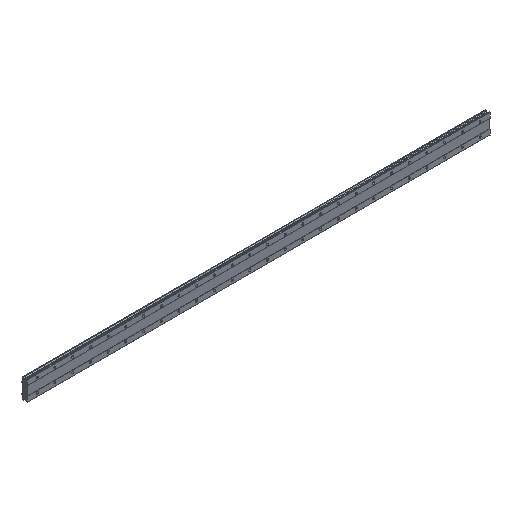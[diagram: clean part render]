
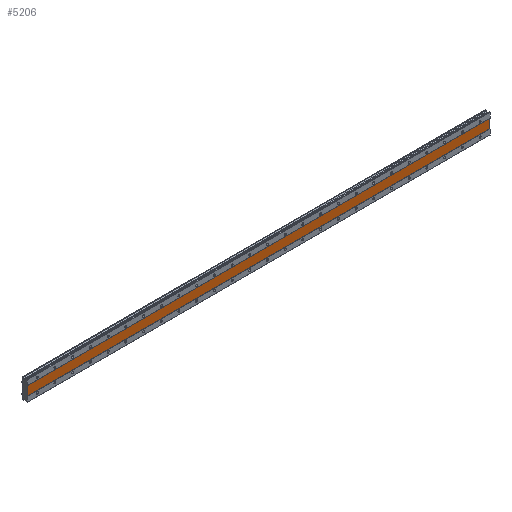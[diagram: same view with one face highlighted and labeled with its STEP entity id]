
A CAD part, isometric view. The second image highlights one B-rep face of the part: STEP entity #5206.
In plain terms, the highlighted planar face has unit normal (0, -1, 0).
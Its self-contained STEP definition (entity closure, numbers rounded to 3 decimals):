
#200 = CARTESIAN_POINT ( 'NONE',  ( 2045., 1., 20. ) ) ;
#378 = VECTOR ( 'NONE', #2000, 1000. ) ;
#506 = DIRECTION ( 'NONE',  ( 0., 0., 1. ) ) ;
#1077 = CARTESIAN_POINT ( 'NONE',  ( 2045., 1., -20. ) ) ;
#1164 = CARTESIAN_POINT ( 'NONE',  ( 2045., 1., 20. ) ) ;
#1194 = VERTEX_POINT ( 'NONE', #1164 ) ;
#1643 = DIRECTION ( 'NONE',  ( 0., 1., 0. ) ) ;
#2000 = DIRECTION ( 'NONE',  ( -1., 0., 0. ) ) ;
#2472 = LINE ( 'NONE', #200, #4510 ) ;
#2678 = ORIENTED_EDGE ( 'NONE', *, *, #7182, .F. ) ;
#3328 = VERTEX_POINT ( 'NONE', #8601 ) ;
#3376 = CARTESIAN_POINT ( 'NONE',  ( -45., 1., 20. ) ) ;
#3825 = VERTEX_POINT ( 'NONE', #9034 ) ;
#4047 = CARTESIAN_POINT ( 'NONE',  ( -45., 1., -20. ) ) ;
#4319 = ORIENTED_EDGE ( 'NONE', *, *, #6512, .F. ) ;
#4500 = DIRECTION ( 'NONE',  ( 0., 0., 1. ) ) ;
#4510 = VECTOR ( 'NONE', #7968, 1000. ) ;
#4800 = ORIENTED_EDGE ( 'NONE', *, *, #7527, .F. ) ;
#5206 = ADVANCED_FACE ( 'NONE', ( #7861 ), #8713, .F. ) ;
#5417 = LINE ( 'NONE', #3376, #7806 ) ;
#5423 = VECTOR ( 'NONE', #6549, 1000. ) ;
#6064 = ORIENTED_EDGE ( 'NONE', *, *, #7928, .F. ) ;
#6134 = AXIS2_PLACEMENT_3D ( 'NONE', #8751, #1643, #4500 ) ;
#6512 = EDGE_CURVE ( 'NONE', #1194, #3328, #2472, .T. ) ;
#6549 = DIRECTION ( 'NONE',  ( 1., 0., 0. ) ) ;
#7182 = EDGE_CURVE ( 'NONE', #3328, #8308, #7429, .T. ) ;
#7429 = LINE ( 'NONE', #1077, #378 ) ;
#7527 = EDGE_CURVE ( 'NONE', #3825, #1194, #8012, .T. ) ;
#7626 = EDGE_LOOP ( 'NONE', ( #2678, #4319, #4800, #6064 ) ) ;
#7806 = VECTOR ( 'NONE', #506, 1000. ) ;
#7861 = FACE_OUTER_BOUND ( 'NONE', #7626, .T. ) ;
#7928 = EDGE_CURVE ( 'NONE', #8308, #3825, #5417, .T. ) ;
#7965 = CARTESIAN_POINT ( 'NONE',  ( 2045., 1., 20. ) ) ;
#7968 = DIRECTION ( 'NONE',  ( 0., 0., -1. ) ) ;
#8012 = LINE ( 'NONE', #7965, #5423 ) ;
#8308 = VERTEX_POINT ( 'NONE', #4047 ) ;
#8601 = CARTESIAN_POINT ( 'NONE',  ( 2045., 1., -20. ) ) ;
#8713 = PLANE ( 'NONE',  #6134 ) ;
#8751 = CARTESIAN_POINT ( 'NONE',  ( 2045., 1., 20. ) ) ;
#9034 = CARTESIAN_POINT ( 'NONE',  ( -45., 1., 20. ) ) ;
